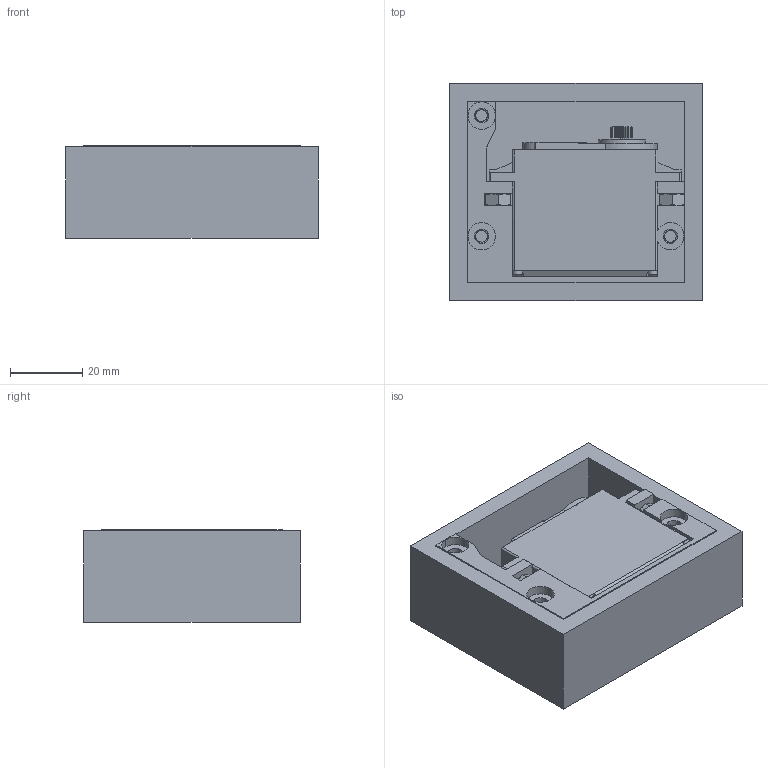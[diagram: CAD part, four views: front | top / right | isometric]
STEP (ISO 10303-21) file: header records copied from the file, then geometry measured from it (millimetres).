
FILE_DESCRIPTION(/* description */ ('','CAx-IF Rec.Pracs.---Representation and Presentation of Product Manufacturing Information (PMI)---4.0---2014-10-13'),/* implementation_level */ '2;1');
FILE_NAME(/* name */ 'servo mount for airplane v1.step',/* time_stamp */ '2025-01-26T16:13:14-08:00',/* author */ (''),/* organization */ (''),/* preprocessor_version */ 'ST-DEVELOPER v20',/* originating_system */ 'Autodesk Translation Framework v13.20.0.188',/* authorisation */ '');
FILE_SCHEMA (('AP242_MANAGED_MODEL_BASED_3D_ENGINEERING_MIM_LF { 1 0 10303 442 1 1 4 }'));
Length unit declared in the file: inch
Products named in the file (4): servo mount for airplane; HS-645 MG; Open CASCADE STEP translator 6.8 1; Component1
Assembly tree (9 placements, depth 2):
  servo mount for airplane
    HS-645 MG
    Open CASCADE STEP translator 6.8 1  x7
    Component1
Bounding box: 70.1 x 60.2 x 25.72 mm (x, y, z)
Volume: 88946.9 mm3; surface area: 36469.9 mm2
Topology: 10 solids, 10 shells, 678 faces, 1693 edges, 1050 vertices
Faces by surface type: plane 326, bspline 154, cone 100, cylinder 94, torus 4
Full cylindrical faces by diameter (mm): 1.6 x1, 1.9 x1, 2.563 x4, 3.988 x6, 4 x8, 11.2 x1, 13 x1
Entity records: 14937 total; most frequent: CARTESIAN_POINT 4525, ORIENTED_EDGE 2232, DIRECTION 2008, EDGE_CURVE 1116, VERTEX_POINT 720, LINE 698, VECTOR 698, AXIS2_PLACEMENT_3D 655
